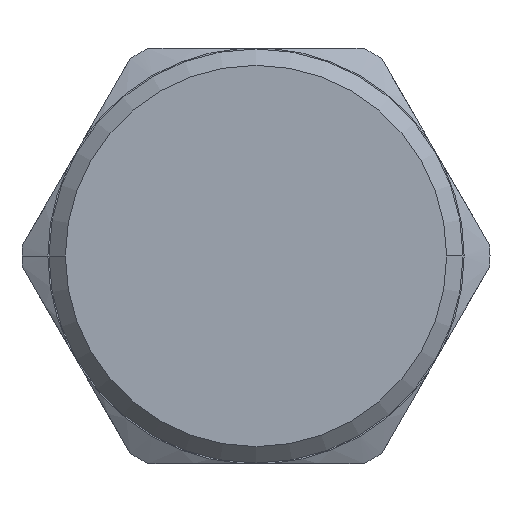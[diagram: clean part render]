
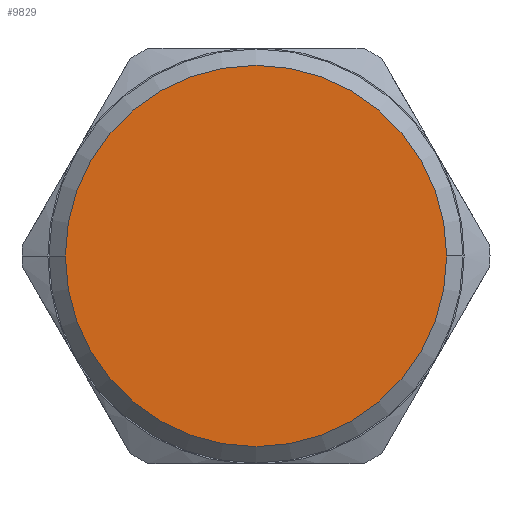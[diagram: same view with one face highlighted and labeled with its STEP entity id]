
A CAD part, left-side view. The second image highlights one B-rep face of the part: STEP entity #9829.
In plain terms, the highlighted planar face has unit normal (-1, 0, 0).
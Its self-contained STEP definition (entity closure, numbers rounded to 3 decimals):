
#116 = AXIS2_PLACEMENT_3D ( 'NONE', #11164, #2578, #7397 ) ;
#330 = VERTEX_POINT ( 'NONE', #4700 ) ;
#1085 = DIRECTION ( 'NONE',  ( -1., 0., 0. ) ) ;
#1554 = ORIENTED_EDGE ( 'NONE', *, *, #7341, .T. ) ;
#1987 = EDGE_CURVE ( 'NONE', #10453, #330, #10960, .T. ) ;
#2578 = DIRECTION ( 'NONE',  ( -1., 0., 0. ) ) ;
#3712 = AXIS2_PLACEMENT_3D ( 'NONE', #10580, #4803, #6596 ) ;
#4700 = CARTESIAN_POINT ( 'NONE',  ( 0., -17.45, 0. ) ) ;
#4803 = DIRECTION ( 'NONE',  ( -1., 0., 0. ) ) ;
#5660 = PLANE ( 'NONE',  #3712 ) ;
#5861 = ORIENTED_EDGE ( 'NONE', *, *, #1987, .T. ) ;
#6596 = DIRECTION ( 'NONE',  ( 0., -1., 0. ) ) ;
#6726 = CARTESIAN_POINT ( 'NONE',  ( 0., 0., 0. ) ) ;
#6866 = EDGE_LOOP ( 'NONE', ( #5861, #1554 ) ) ;
#7341 = EDGE_CURVE ( 'NONE', #330, #10453, #9812, .T. ) ;
#7397 = DIRECTION ( 'NONE',  ( 0., -1., 0. ) ) ;
#7651 = DIRECTION ( 'NONE',  ( 0., -1., 0. ) ) ;
#7895 = AXIS2_PLACEMENT_3D ( 'NONE', #6726, #1085, #7651 ) ;
#9812 = CIRCLE ( 'NONE', #7895, 17.45 ) ;
#9829 = ADVANCED_FACE ( 'NONE', ( #10157 ), #5660, .T. ) ;
#10157 = FACE_OUTER_BOUND ( 'NONE', #6866, .T. ) ;
#10453 = VERTEX_POINT ( 'NONE', #11636 ) ;
#10580 = CARTESIAN_POINT ( 'NONE',  ( 0., 0., 0. ) ) ;
#10960 = CIRCLE ( 'NONE', #116, 17.45 ) ;
#11164 = CARTESIAN_POINT ( 'NONE',  ( 0., 0., 0. ) ) ;
#11636 = CARTESIAN_POINT ( 'NONE',  ( 0., 17.45, 0. ) ) ;
